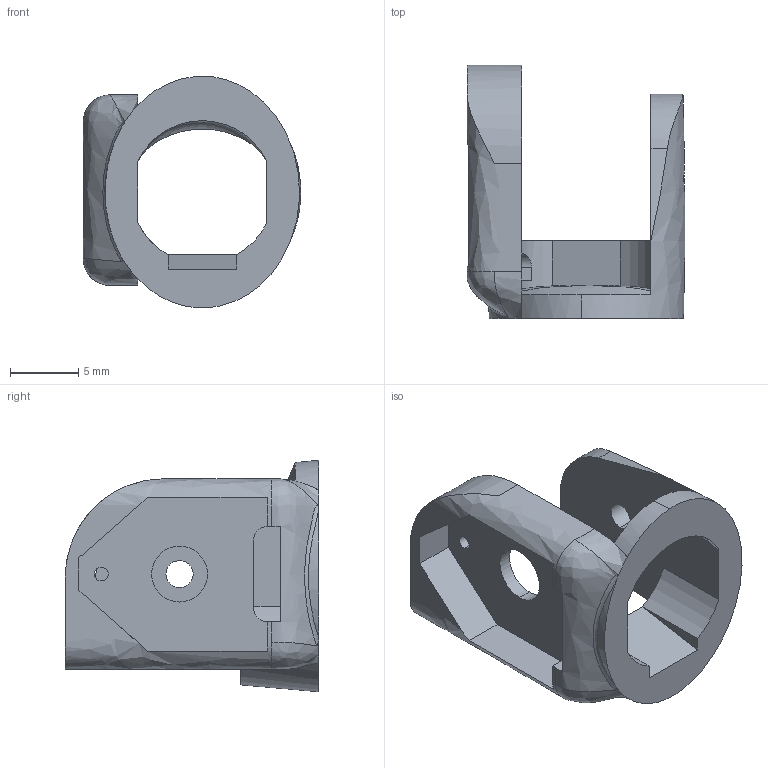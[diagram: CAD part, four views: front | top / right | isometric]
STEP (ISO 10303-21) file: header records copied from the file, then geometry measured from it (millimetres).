
FILE_DESCRIPTION (( 'STEP AP203' ), '1' );
FILE_NAME ('IP - D L.STEP', '2017-08-02T02:58:08', ( '' ), ( '' ), 'SwSTEP 2.0', 'SolidWorks 2016', '' );
FILE_SCHEMA (( 'CONFIG_CONTROL_DESIGN' ));
Length unit declared in the file: millimetre
Products named in the file (1): IP - D L
Bounding box: 16 x 18.61 x 17.01 mm (x, y, z)
Volume: 1009.1 mm3; surface area: 1480.1 mm2
Topology: 1 solids, 1 shells, 48 faces, 148 edges, 99 vertices
Faces by surface type: plane 22, cylinder 14, bspline 11, torus 1
Entity records: 3014 total; most frequent: CARTESIAN_POINT 1703, ORIENTED_EDGE 296, DIRECTION 205, EDGE_CURVE 148, VERTEX_POINT 99, VECTOR 69, LINE 69, AXIS2_PLACEMENT_3D 68
